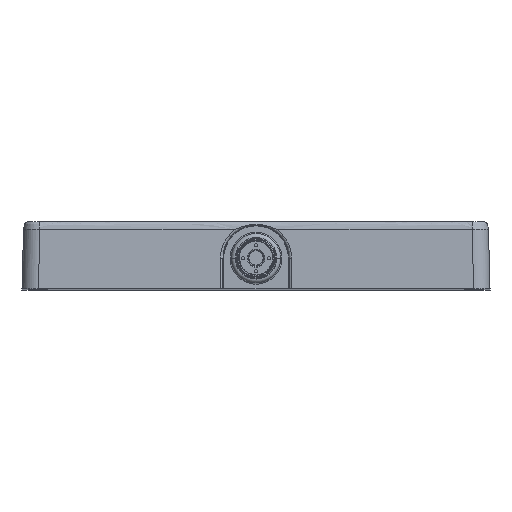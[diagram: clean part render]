
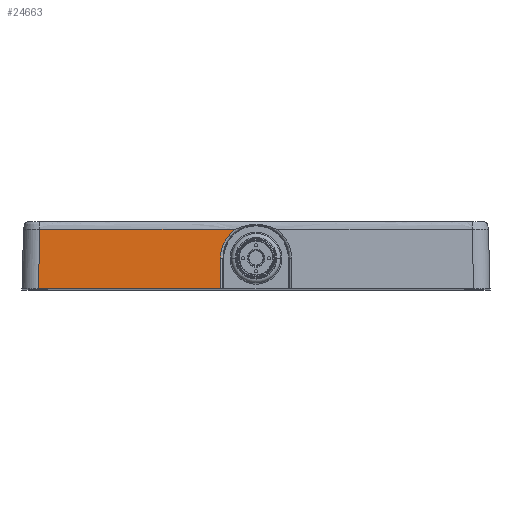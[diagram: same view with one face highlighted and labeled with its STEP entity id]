
A CAD part, top view. The second image highlights one B-rep face of the part: STEP entity #24663.
In plain terms, the highlighted planar face has unit normal (0, 0.026, 1).
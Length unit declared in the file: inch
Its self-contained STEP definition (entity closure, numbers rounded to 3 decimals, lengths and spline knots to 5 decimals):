
#83=CARTESIAN_POINT('',(-0.53937,0.,7.0187));
#165=CARTESIAN_POINT('',(-3.29733,0.,7.0187));
#179=DIRECTION('',(1.,0.,0.));
#180=VECTOR('',#179,2.75796);
#181=CARTESIAN_POINT('',(-3.29733,0.,7.0187));
#182=LINE('',#181,#180);
#1016=DIRECTION('',(0.,-1.,0.026));
#1017=VECTOR('',#1016,0.46182);
#1018=CARTESIAN_POINT('',(-0.53937,0.46166,
7.00661));
#1019=LINE('',#1018,#1017);
#1020=DIRECTION('',(-0.026,-0.999,0.026));
#1021=VECTOR('',#1020,0.89835);
#1022=CARTESIAN_POINT('',(-3.27381,0.89773,
6.9952));
#1023=LINE('',#1022,#1021);
#1024=DIRECTION('',(1.,0.,0.));
#1025=VECTOR('',#1024,2.95639);
#1026=CARTESIAN_POINT('',(-3.27381,0.89773,
6.9952));
#1027=LINE('',#1026,#1025);
#1028=CARTESIAN_POINT('',(-0.31742,0.89773,
6.99519));
#1029=CARTESIAN_POINT('',(-0.32388,0.89303,
6.99532));
#1030=CARTESIAN_POINT('',(-0.33662,0.88333,
6.99557));
#1031=CARTESIAN_POINT('',(-0.35514,0.86785,
6.99598));
#1032=CARTESIAN_POINT('',(-0.373,0.85151,
6.9964));
#1033=CARTESIAN_POINT('',(-0.39013,0.83437,
6.99685));
#1034=CARTESIAN_POINT('',(-0.40645,0.8165,
6.99732));
#1035=CARTESIAN_POINT('',(-0.42193,0.79794,
6.99781));
#1036=CARTESIAN_POINT('',(-0.43657,0.77871,
6.99831));
#1037=CARTESIAN_POINT('',(-0.45033,0.75884,
6.99883));
#1038=CARTESIAN_POINT('',(-0.46321,0.73833,
6.99937));
#1039=CARTESIAN_POINT('',(-0.47517,0.71725,
6.99992));
#1040=CARTESIAN_POINT('',(-0.48616,0.69568,
7.00048));
#1041=CARTESIAN_POINT('',(-0.49615,0.67367,
7.00106));
#1042=CARTESIAN_POINT('',(-0.50515,0.65123,
7.00165));
#1043=CARTESIAN_POINT('',(-0.51314,0.62838,
7.00225));
#1044=CARTESIAN_POINT('',(-0.5201,0.60522,
7.00285));
#1045=CARTESIAN_POINT('',(-0.52601,0.58179,
7.00347));
#1046=CARTESIAN_POINT('',(-0.53086,0.55812,
7.00409));
#1047=CARTESIAN_POINT('',(-0.53464,0.53423,
7.00471));
#1048=CARTESIAN_POINT('',(-0.53736,0.51017,
7.00534));
#1049=CARTESIAN_POINT('',(-0.53899,0.48597,
7.00598));
#1050=CARTESIAN_POINT('',(-0.53937,0.46977,
7.0064));
#1051=CARTESIAN_POINT('',(-0.53937,0.46166,
7.00661));
#22033=VERTEX_POINT('',#165);
#22038=VERTEX_POINT('',#83);
#22039=CARTESIAN_POINT('',(-0.53937,0.46166,
7.00661));
#22040=VERTEX_POINT('',#22039);
#22046=VERTEX_POINT('',#1028);
#22049=CARTESIAN_POINT('',(-3.27381,0.89773,
6.9952));
#22050=VERTEX_POINT('',#22049);
#24648=CARTESIAN_POINT('',(-3.79224,0.,7.0187));
#24649=DIRECTION('',(0.,0.026,1.));
#24650=DIRECTION('',(-1.,0.,0.));
#24651=AXIS2_PLACEMENT_3D('',#24648,#24649,#24650);
#24652=PLANE('',#24651);
#24653=ORIENTED_EDGE('',*,*,#24639,.T.);
#24654=ORIENTED_EDGE('',*,*,#24163,.F.);
#24656=ORIENTED_EDGE('',*,*,#24655,.F.);
#24658=ORIENTED_EDGE('',*,*,#24657,.T.);
#24660=ORIENTED_EDGE('',*,*,#24659,.T.);
#24661=EDGE_LOOP('',(#24653,#24654,#24656,#24658,#24660));
#24662=FACE_OUTER_BOUND('',#24661,.F.);
#24663=ADVANCED_FACE('',(#24662),#24652,.T.);
#1052=B_SPLINE_CURVE_WITH_KNOTS('',3,(#1028,#1029,#1030,#1031,#1032,#1033,#1034,
#1035,#1036,#1037,#1038,#1039,#1040,#1041,#1042,#1043,#1044,#1045,#1046,#1047,
#1048,#1049,#1050,#1051),.UNSPECIFIED.,.F.,.F.,(4,1,1,1,1,1,1,1,1,1,1,1,1,1,1,1,
1,1,1,1,1,4),(0.,0.04762,0.09524,0.14286,
0.19048,0.2381,0.28571,0.33333,
0.38095,0.42857,0.47619,0.52381,
0.57143,0.61905,0.66667,0.71429,
0.7619,0.80952,0.85714,0.90476,
0.95238,1.),.UNSPECIFIED.);
#24163=EDGE_CURVE('',#22033,#22038,#182,.T.);
#24639=EDGE_CURVE('',#22040,#22038,#1019,.T.);
#24655=EDGE_CURVE('',#22050,#22033,#1023,.T.);
#24657=EDGE_CURVE('',#22050,#22046,#1027,.T.);
#24659=EDGE_CURVE('',#22046,#22040,#1052,.T.);
